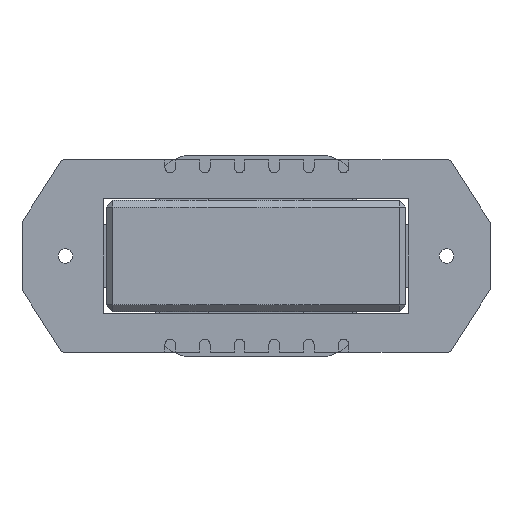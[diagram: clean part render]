
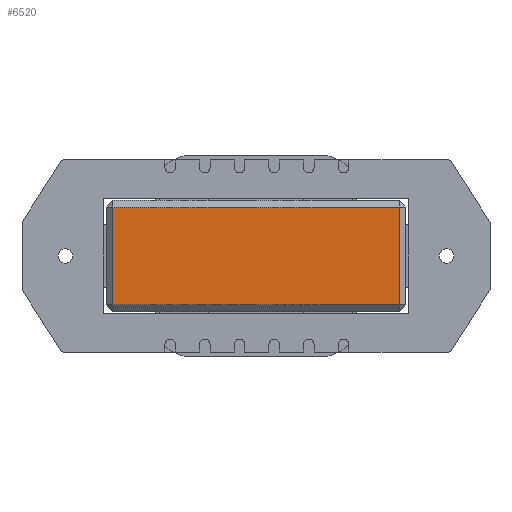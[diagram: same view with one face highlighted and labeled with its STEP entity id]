
A CAD part, front view. The second image highlights one B-rep face of the part: STEP entity #6520.
In plain terms, the highlighted face is planar.
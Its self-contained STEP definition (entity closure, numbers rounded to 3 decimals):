
#121 = LINE ( 'NONE', #2597, #1792 ) ;
#535 = DIRECTION ( 'NONE',  ( 0., 0., 1. ) ) ;
#953 = LINE ( 'NONE', #1922, #6149 ) ;
#1024 = VECTOR ( 'NONE', #535, 1000. ) ;
#1062 = DIRECTION ( 'NONE',  ( -1., 0., 0. ) ) ;
#1544 = CARTESIAN_POINT ( 'NONE',  ( -41.25, 31.174, -14.1 ) ) ;
#1792 = VECTOR ( 'NONE', #1062, 1000. ) ;
#1806 = AXIS2_PLACEMENT_3D ( 'NONE', #4449, #2911, #3437 ) ;
#1816 = EDGE_CURVE ( 'NONE', #5980, #6495, #5163, .T. ) ;
#1922 = CARTESIAN_POINT ( 'NONE',  ( 41.25, 31.174, 16.1 ) ) ;
#1990 = VECTOR ( 'NONE', #4667, 1000. ) ;
#2316 = CARTESIAN_POINT ( 'NONE',  ( 41.25, 31.174, -14.1 ) ) ;
#2534 = CARTESIAN_POINT ( 'NONE',  ( -41.25, 31.174, 16.1 ) ) ;
#2597 = CARTESIAN_POINT ( 'NONE',  ( 43.25, 31.174, -14.1 ) ) ;
#2604 = ORIENTED_EDGE ( 'NONE', *, *, #2785, .T. ) ;
#2785 = EDGE_CURVE ( 'NONE', #3666, #5980, #5573, .T. ) ;
#2911 = DIRECTION ( 'NONE',  ( 0., -1., 0. ) ) ;
#2974 = EDGE_LOOP ( 'NONE', ( #5661, #4758, #4424, #2604 ) ) ;
#3252 = CARTESIAN_POINT ( 'NONE',  ( 43.25, 31.174, 14.1 ) ) ;
#3437 = DIRECTION ( 'NONE',  ( 1., 0., 0. ) ) ;
#3666 = VERTEX_POINT ( 'NONE', #1544 ) ;
#3875 = CARTESIAN_POINT ( 'NONE',  ( 41.25, 31.174, 14.1 ) ) ;
#3882 = DIRECTION ( 'NONE',  ( 0., 0., -1. ) ) ;
#4424 = ORIENTED_EDGE ( 'NONE', *, *, #4628, .T. ) ;
#4449 = CARTESIAN_POINT ( 'NONE',  ( 43.25, 31.174, 16.1 ) ) ;
#4628 = EDGE_CURVE ( 'NONE', #5968, #3666, #121, .T. ) ;
#4667 = DIRECTION ( 'NONE',  ( 1., 0., 0. ) ) ;
#4758 = ORIENTED_EDGE ( 'NONE', *, *, #4917, .T. ) ;
#4917 = EDGE_CURVE ( 'NONE', #6495, #5968, #953, .T. ) ;
#5163 = LINE ( 'NONE', #3252, #1990 ) ;
#5327 = CARTESIAN_POINT ( 'NONE',  ( -41.25, 31.174, 14.1 ) ) ;
#5450 = PLANE ( 'NONE',  #1806 ) ;
#5573 = LINE ( 'NONE', #2534, #1024 ) ;
#5661 = ORIENTED_EDGE ( 'NONE', *, *, #1816, .T. ) ;
#5902 = FACE_OUTER_BOUND ( 'NONE', #2974, .T. ) ;
#5968 = VERTEX_POINT ( 'NONE', #2316 ) ;
#5980 = VERTEX_POINT ( 'NONE', #5327 ) ;
#6149 = VECTOR ( 'NONE', #3882, 1000. ) ;
#6495 = VERTEX_POINT ( 'NONE', #3875 ) ;
#6520 = ADVANCED_FACE ( 'NONE', ( #5902 ), #5450, .F. ) ;
